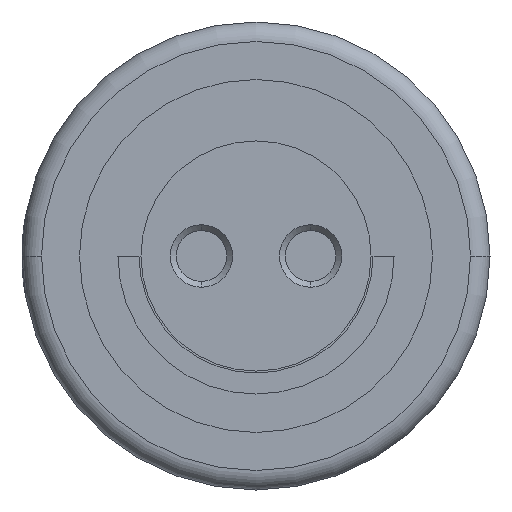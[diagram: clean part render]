
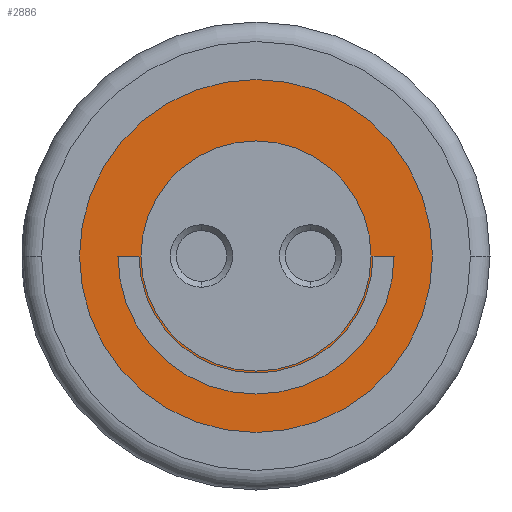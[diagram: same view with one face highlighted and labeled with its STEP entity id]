
A CAD part, left-side view. The second image highlights one B-rep face of the part: STEP entity #2886.
In plain terms, the highlighted planar face has unit normal (-1, 0, 0).
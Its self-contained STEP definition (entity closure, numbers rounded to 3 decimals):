
#1021=CARTESIAN_POINT('',(0.,0.,0.));
#1022=DIRECTION('',(-1.,0.,0.));
#1023=DIRECTION('',(0.,1.,0.));
#1024=AXIS2_PLACEMENT_3D('',#1021,#1022,#1023);
#1029=CARTESIAN_POINT('',(0.,0.,0.));
#1030=DIRECTION('',(1.,0.,0.));
#1031=DIRECTION('',(0.,1.,0.));
#1032=AXIS2_PLACEMENT_3D('',#1029,#1030,#1031);
#1037=DIRECTION('',(0.,1.,0.));
#1038=VECTOR('',#1037,0.54);
#1039=CARTESIAN_POINT('',(0.,-3.54,0.));
#1040=LINE('',#1039,#1038);
#1044=CARTESIAN_POINT('',(0.,0.,0.));
#1045=DIRECTION('',(-1.,0.,0.));
#1046=DIRECTION('',(0.,1.,0.));
#1047=AXIS2_PLACEMENT_3D('',#1044,#1045,#1046);
#1052=DIRECTION('',(0.,1.,0.));
#1053=VECTOR('',#1052,0.54);
#1054=CARTESIAN_POINT('',(0.,3.,0.));
#1055=LINE('',#1054,#1053);
#1059=CARTESIAN_POINT('',(0.,0.,0.));
#1060=DIRECTION('',(-1.,0.,0.));
#1061=DIRECTION('',(0.,1.,0.));
#1062=AXIS2_PLACEMENT_3D('',#1059,#1060,#1061);
#1067=CARTESIAN_POINT('',(0.,0.,0.));
#1068=DIRECTION('',(1.,0.,0.));
#1069=DIRECTION('',(0.,0.,-1.));
#1070=AXIS2_PLACEMENT_3D('',#1067,#1068,#1069);
#1075=CARTESIAN_POINT('',(0.,0.,0.));
#1076=DIRECTION('',(1.,0.,0.));
#1077=DIRECTION('',(0.,0.,1.));
#1078=AXIS2_PLACEMENT_3D('',#1075,#1076,#1077);
#1701=CARTESIAN_POINT('',(0.,0.,-2.95));
#1702=VERTEX_POINT('',#1701);
#1703=CARTESIAN_POINT('',(0.,0.,2.95));
#1704=VERTEX_POINT('',#1703);
#1794=CARTESIAN_POINT('',(0.,4.525,0.));
#1796=VERTEX_POINT('',#1794);
#1798=CARTESIAN_POINT('',(0.,-4.525,0.));
#1800=VERTEX_POINT('',#1798);
#1921=CARTESIAN_POINT('',(0.,-3.54,0.));
#1922=VERTEX_POINT('',#1921);
#1923=CARTESIAN_POINT('',(0.,-3.,0.));
#1924=VERTEX_POINT('',#1923);
#1925=CARTESIAN_POINT('',(0.,3.,0.));
#1926=VERTEX_POINT('',#1925);
#1927=CARTESIAN_POINT('',(0.,3.54,0.));
#1928=VERTEX_POINT('',#1927);
#2861=CARTESIAN_POINT('',(0.,0.,0.));
#2862=DIRECTION('',(1.,0.,0.));
#2863=DIRECTION('',(0.,0.,-1.));
#2864=AXIS2_PLACEMENT_3D('',#2861,#2862,#2863);
#2865=PLANE('',#2864);
#2866=ORIENTED_EDGE('',*,*,#2854,.F.);
#2867=ORIENTED_EDGE('',*,*,#2843,.T.);
#2868=EDGE_LOOP('',(#2866,#2867));
#2869=FACE_OUTER_BOUND('',#2868,.F.);
#2871=ORIENTED_EDGE('',*,*,#2870,.T.);
#2873=ORIENTED_EDGE('',*,*,#2872,.F.);
#2875=ORIENTED_EDGE('',*,*,#2874,.T.);
#2877=ORIENTED_EDGE('',*,*,#2876,.T.);
#2878=EDGE_LOOP('',(#2871,#2873,#2875,#2877));
#2879=FACE_BOUND('',#2878,.F.);
#2881=ORIENTED_EDGE('',*,*,#2880,.F.);
#2883=ORIENTED_EDGE('',*,*,#2882,.F.);
#2884=EDGE_LOOP('',(#2881,#2883));
#2885=FACE_BOUND('',#2884,.F.);
#1025=CIRCLE('',#1024,4.525);
#1033=CIRCLE('',#1032,4.525);
#1048=CIRCLE('',#1047,3.);
#1063=CIRCLE('',#1062,3.54);
#1071=CIRCLE('',#1070,2.95);
#1079=CIRCLE('',#1078,2.95);
#2843=EDGE_CURVE('',#1796,#1800,#1033,.T.);
#2854=EDGE_CURVE('',#1796,#1800,#1025,.T.);
#2870=EDGE_CURVE('',#1922,#1924,#1040,.T.);
#2872=EDGE_CURVE('',#1926,#1924,#1048,.T.);
#2874=EDGE_CURVE('',#1926,#1928,#1055,.T.);
#2876=EDGE_CURVE('',#1928,#1922,#1063,.T.);
#2880=EDGE_CURVE('',#1702,#1704,#1071,.T.);
#2882=EDGE_CURVE('',#1704,#1702,#1079,.T.);
#2886=ADVANCED_FACE('',(#2869,#2879,#2885),#2865,.F.);
